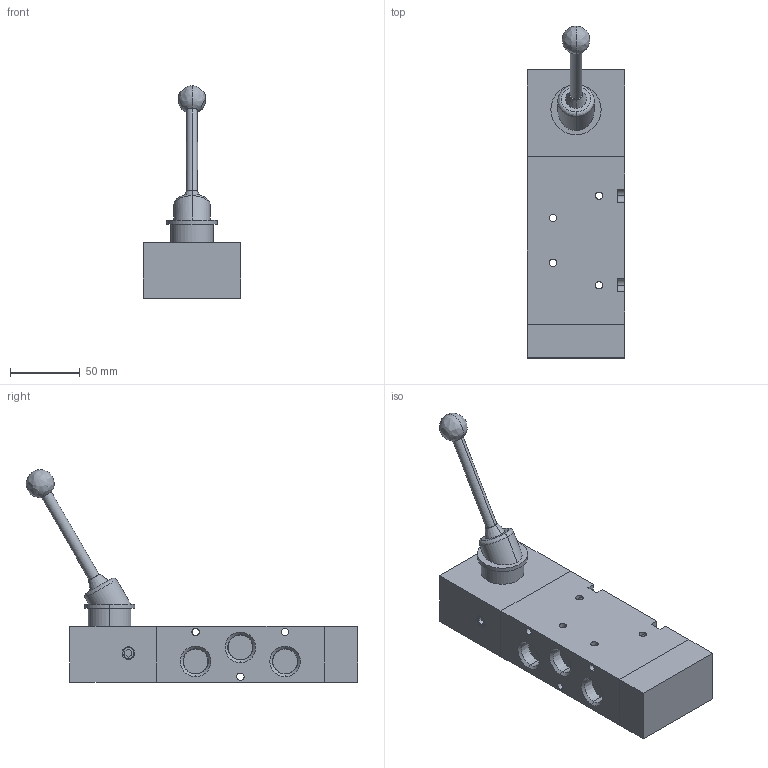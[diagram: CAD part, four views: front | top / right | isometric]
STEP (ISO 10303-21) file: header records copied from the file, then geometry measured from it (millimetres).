
FILE_DESCRIPTION (( 'STEP AP203' ), '1' );
FILE_NAME ('7030000400U.step', '2024-02-07T21:34:50', ( '' ), ( '' ), 'SwSTEP 2.0', 'SolidWorks 2023', '' );
FILE_SCHEMA (( 'CONFIG_CONTROL_DESIGN' ));
Length unit declared in the file: inch
Products named in the file (1): 7030000400U
Bounding box: 70 x 237.2 x 152.08 mm (x, y, z)
Volume: 584134.6 mm3; surface area: 77934 mm2
Topology: 3 solids, 3 shells, 155 faces, 373 edges, 238 vertices
Faces by surface type: plane 72, cylinder 57, cone 22, bspline 4
Entity records: 4641 total; most frequent: CARTESIAN_POINT 883, DIRECTION 788, ORIENTED_EDGE 738, EDGE_CURVE 369, AXIS2_PLACEMENT_3D 287, VERTEX_POINT 238, VECTOR 214, LINE 214
